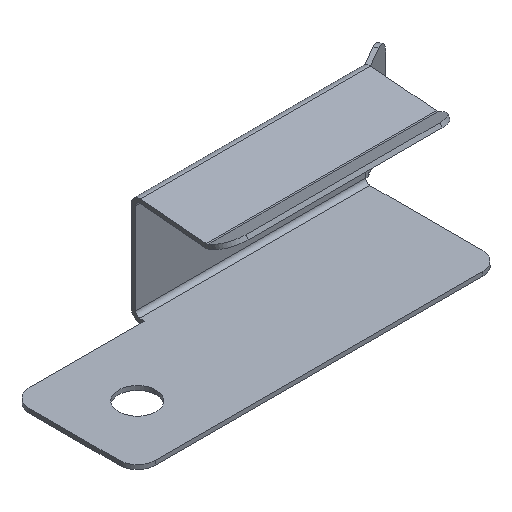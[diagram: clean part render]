
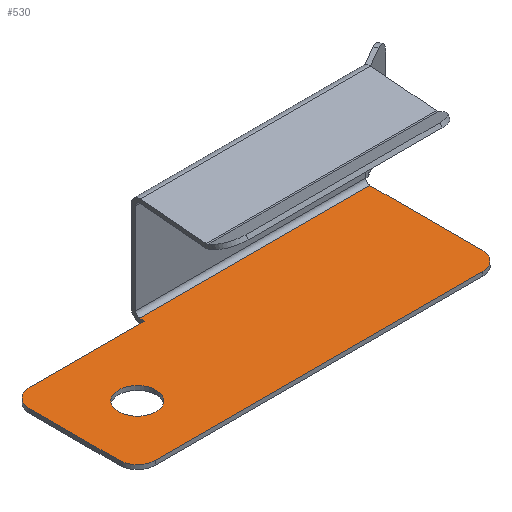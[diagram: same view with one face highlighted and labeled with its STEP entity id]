
A CAD part, isometric view. The second image highlights one B-rep face of the part: STEP entity #530.
In plain terms, the highlighted planar face has unit normal (0, 0, 1).
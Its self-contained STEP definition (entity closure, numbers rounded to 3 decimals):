
#410=CARTESIAN_POINT('',(-5.,-3.5,0.175));
#411=VERTEX_POINT('',#410);
#412=CARTESIAN_POINT('',(-3.5,-5.,0.175));
#413=VERTEX_POINT('',#412);
#414=CARTESIAN_POINT('',(-3.5,-3.5,0.175));
#415=DIRECTION('',(0.0,0.0,1.0));
#416=DIRECTION('',(-0.707,-0.707,0.0));
#417=AXIS2_PLACEMENT_3D('',#414,#415,#416);
#418=CIRCLE('',#417,1.5);
#419=EDGE_CURVE('',#411,#413,#418,.T.);
#447=CARTESIAN_POINT('',(10.0,0.,0.175));
#448=DIRECTION('',(0.0,0.0,1.0));
#449=DIRECTION('',(1.0,0.0,0.0));
#450=AXIS2_PLACEMENT_3D('',#447,#448,#449);
#451=PLANE('',#450);
#452=ORIENTED_EDGE('',*,*,#419,.T.);
#453=CARTESIAN_POINT('',(23.5,-5.0,0.175));
#454=VERTEX_POINT('',#453);
#455=CARTESIAN_POINT('',(-3.5,-5.,0.175));
#456=DIRECTION('',(1.0,0.0,0.0));
#457=VECTOR('',#456,27.0);
#458=LINE('',#455,#457);
#459=EDGE_CURVE('',#413,#454,#458,.T.);
#460=ORIENTED_EDGE('',*,*,#459,.T.);
#461=CARTESIAN_POINT('',(25.0,-3.5,0.175));
#462=VERTEX_POINT('',#461);
#463=CARTESIAN_POINT('',(23.5,-3.5,0.175));
#464=DIRECTION('',(0.0,0.0,1.0));
#465=DIRECTION('',(0.707,-0.707,0.0));
#466=AXIS2_PLACEMENT_3D('',#463,#464,#465);
#467=CIRCLE('',#466,1.5);
#468=EDGE_CURVE('',#454,#462,#467,.T.);
#469=ORIENTED_EDGE('',*,*,#468,.T.);
#470=CARTESIAN_POINT('',(25.0,5.8,0.175));
#471=VERTEX_POINT('',#470);
#472=CARTESIAN_POINT('',(25.0,5.8,0.175));
#473=DIRECTION('',(0.0,-1.0,0.0));
#474=VECTOR('',#473,9.3);
#475=LINE('',#472,#474);
#476=EDGE_CURVE('',#471,#462,#475,.T.);
#477=ORIENTED_EDGE('',*,*,#476,.F.);
#478=CARTESIAN_POINT('',(6.,5.8,0.175));
#479=VERTEX_POINT('',#478);
#480=CARTESIAN_POINT('',(6.,5.8,0.175));
#481=DIRECTION('',(1.0,0.0,0.0));
#482=VECTOR('',#481,19.);
#483=LINE('',#480,#482);
#484=EDGE_CURVE('',#479,#471,#483,.T.);
#485=ORIENTED_EDGE('',*,*,#484,.F.);
#486=CARTESIAN_POINT('',(6.,5.406,0.175));
#487=VERTEX_POINT('',#486);
#488=CARTESIAN_POINT('',(6.,5.406,0.175));
#489=DIRECTION('',(0.0,1.0,0.0));
#490=VECTOR('',#489,0.394);
#491=LINE('',#488,#490);
#492=EDGE_CURVE('',#487,#479,#491,.T.);
#493=ORIENTED_EDGE('',*,*,#492,.F.);
#494=CARTESIAN_POINT('',(-3.5,5.406,0.175));
#495=VERTEX_POINT('',#494);
#496=CARTESIAN_POINT('',(-3.5,5.406,0.175));
#497=DIRECTION('',(1.0,0.0,0.0));
#498=VECTOR('',#497,9.5);
#499=LINE('',#496,#498);
#500=EDGE_CURVE('',#495,#487,#499,.T.);
#501=ORIENTED_EDGE('',*,*,#500,.F.);
#502=CARTESIAN_POINT('',(-5.,3.906,0.175));
#503=VERTEX_POINT('',#502);
#504=CARTESIAN_POINT('',(-3.5,3.906,0.175));
#505=DIRECTION('',(0.0,0.0,1.0));
#506=DIRECTION('',(-0.707,0.707,0.0));
#507=AXIS2_PLACEMENT_3D('',#504,#505,#506);
#508=CIRCLE('',#507,1.5);
#509=EDGE_CURVE('',#495,#503,#508,.T.);
#510=ORIENTED_EDGE('',*,*,#509,.T.);
#511=CARTESIAN_POINT('',(-5.,3.906,0.175));
#512=DIRECTION('',(0.0,-1.0,0.0));
#513=VECTOR('',#512,7.406);
#514=LINE('',#511,#513);
#515=EDGE_CURVE('',#503,#411,#514,.T.);
#516=ORIENTED_EDGE('',*,*,#515,.T.);
#517=EDGE_LOOP('',(#452,#460,#469,#477,#485,#493,#501,#510,#516));
#518=FACE_OUTER_BOUND('',#517,.T.);
#519=CARTESIAN_POINT('',(1.55,0.,0.175));
#520=VERTEX_POINT('',#519);
#521=CARTESIAN_POINT('',(0.0,0.0,0.175));
#522=DIRECTION('',(0.0,0.0,1.0));
#523=DIRECTION('',(-1.0,0.0,0.0));
#524=AXIS2_PLACEMENT_3D('',#521,#522,#523);
#525=CIRCLE('',#524,1.55);
#526=EDGE_CURVE('',#520,#520,#525,.T.);
#527=ORIENTED_EDGE('',*,*,#526,.F.);
#528=EDGE_LOOP('',(#527));
#529=FACE_BOUND('',#528,.T.);
#530=ADVANCED_FACE('',(#518,#529),#451,.T.);
